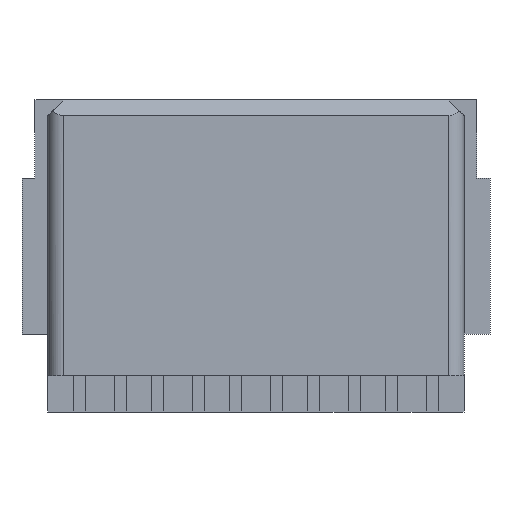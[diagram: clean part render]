
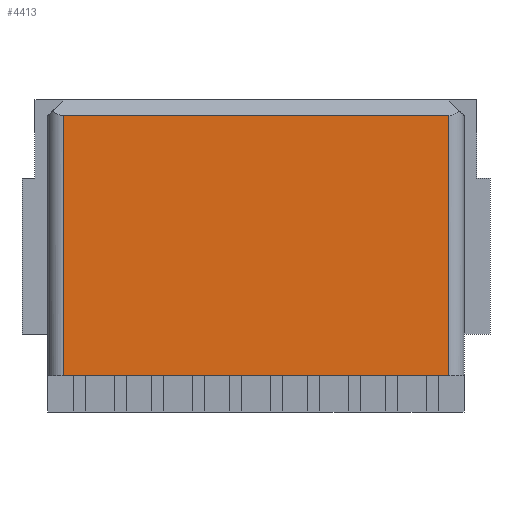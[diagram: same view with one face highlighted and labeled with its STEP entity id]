
A CAD part, front view. The second image highlights one B-rep face of the part: STEP entity #4413.
In plain terms, the highlighted planar face has unit normal (0, -1, 0).
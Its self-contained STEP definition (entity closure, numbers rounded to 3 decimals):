
#3018=CARTESIAN_POINT('',(3.388,-0.916,-4.853));
#3019=VERTEX_POINT('',#3018);
#3027=CARTESIAN_POINT('',(-3.388,-0.916,-4.853));
#3028=VERTEX_POINT('',#3027);
#3029=CARTESIAN_POINT('',(3.388,-0.916,-4.853));
#3030=DIRECTION('',(-1.,0.,0.));
#3031=VECTOR('',#3030,6.776);
#3032=LINE('',#3029,#3031);
#3033=EDGE_CURVE('',#3019,#3028,#3032,.T.);
#4368=CARTESIAN_POINT('',(3.388,-0.916,-0.275));
#4369=VERTEX_POINT('',#4368);
#4381=CARTESIAN_POINT('',(3.388,-0.916,-0.275));
#4382=DIRECTION('',(0.,0.,-1.));
#4383=VECTOR('',#4382,4.578);
#4384=LINE('',#4381,#4383);
#4385=EDGE_CURVE('',#4369,#3019,#4384,.T.);
#4390=CARTESIAN_POINT('',(-3.662,-0.916,-0.275));
#4391=DIRECTION('',(0.,0.,-1.));
#4392=DIRECTION('',(0.,-1.,0.));
#4393=AXIS2_PLACEMENT_3D('',#4390,#4392,#4391);
#4394=PLANE('',#4393);
#4395=CARTESIAN_POINT('',(-3.388,-0.916,-0.275));
#4396=VERTEX_POINT('',#4395);
#4397=CARTESIAN_POINT('',(3.388,-0.916,-0.275));
#4398=DIRECTION('',(-1.,0.,0.));
#4399=VECTOR('',#4398,6.776);
#4400=LINE('',#4397,#4399);
#4401=EDGE_CURVE('',#4369,#4396,#4400,.T.);
#4402=ORIENTED_EDGE('',*,*,#4401,.T.);
#4403=CARTESIAN_POINT('',(-3.388,-0.916,-0.275));
#4404=DIRECTION('',(0.,0.,-1.));
#4405=VECTOR('',#4404,4.578);
#4406=LINE('',#4403,#4405);
#4407=EDGE_CURVE('',#4396,#3028,#4406,.T.);
#4408=ORIENTED_EDGE('',*,*,#4407,.T.);
#4409=ORIENTED_EDGE('',*,*,#3033,.F.);
#4410=ORIENTED_EDGE('',*,*,#4385,.F.);
#4411=EDGE_LOOP('',(#4402,#4408,#4409,#4410));
#4412=FACE_OUTER_BOUND('',#4411,.T.);
#4413=ADVANCED_FACE('',(#4412),#4394,.T.);
